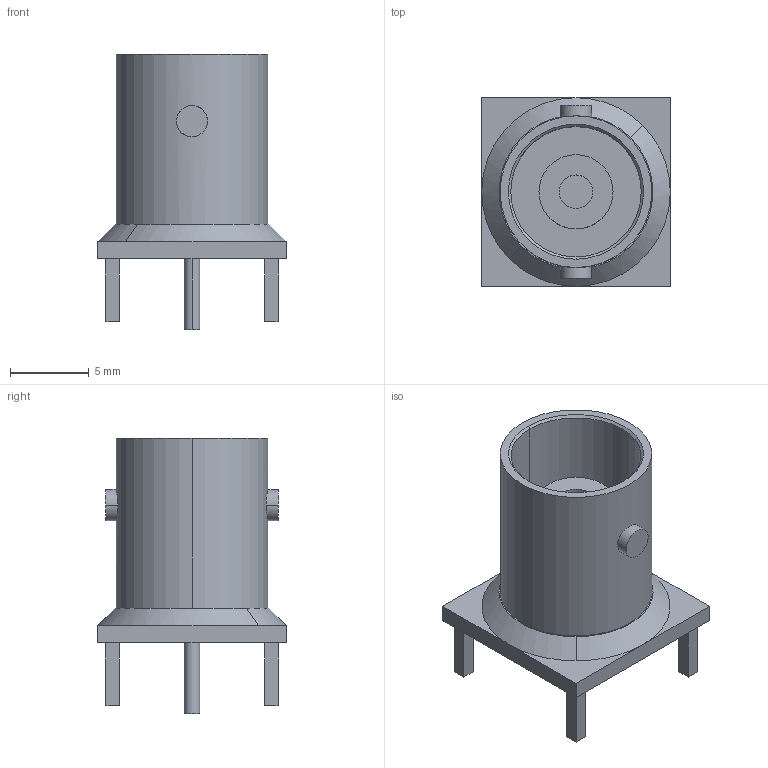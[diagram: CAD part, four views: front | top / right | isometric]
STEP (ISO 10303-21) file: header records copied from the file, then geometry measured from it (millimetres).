
FILE_DESCRIPTION((''),'2;1');
FILE_NAME('C-1337445-10-3','2007-12-11T',('workeradm'),('Tyco Electronics Corporation'),'PRO/ENGINEER BY PARAMETRIC TECHNOLOGY CORPORATION, 2005450','PRO/ENGINEER BY PARAMETRIC TECHNOLOGY CORPORATION, 2005450','');
FILE_SCHEMA(('CONFIG_CONTROL_DESIGN', 'GEOMETRIC_VALIDATION_PROPERTIES_MIM'));
Length unit declared in the file: millimetre
Products named in the file (1): C-1337445-10-3
Bounding box: 12 x 12 x 17.5 mm (x, y, z)
Volume: 697.3 mm3; surface area: 1057.6 mm2
Topology: 1 solids, 1 shells, 55 faces, 120 edges, 78 vertices
Faces by surface type: plane 37, cylinder 14, cone 4
Entity records: 1685 total; most frequent: CARTESIAN_POINT 318, DIRECTION 260, ORIENTED_EDGE 240, EDGE_CURVE 120, AXIS2_PLACEMENT_3D 89, VECTOR 82, LINE 82, VERTEX_POINT 78
